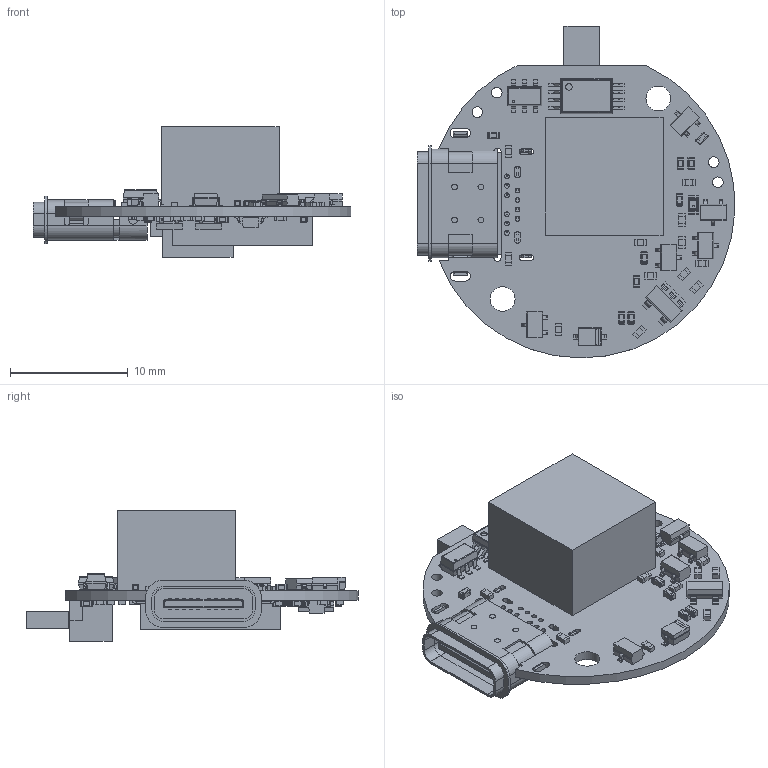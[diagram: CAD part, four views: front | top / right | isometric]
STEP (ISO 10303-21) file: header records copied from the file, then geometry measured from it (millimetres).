
FILE_DESCRIPTION(('Open CASCADE Model'),'2;1');
FILE_NAME('Open CASCADE Shape Model','2024-06-26T08:22:30',('Author'),( 'Open CASCADE'),'Open CASCADE STEP processor 6.8','Open CASCADE 6.8' ,'Unknown');
FILE_SCHEMA(('AUTOMOTIVE_DESIGN { 1 0 10303 214 1 1 1 1 }'));
Length unit declared in the file: millimetre
Products named in the file (85): PCB; Board; R23; RESC1005X40N; R22; R6; Q3; SOT65P210X110-3N; C7; CAPC1005X55N; C2; Q4; U8; SOT95P280X100-5N; R14; U1; R12; R2; R1; D2; C17; C31; C11; C9; C3; C1; GPS; 535558632; Extruded; Q2; U3; 535559176; C4; C5; C6; C12; R3; R8; R9; LED1 ...
Assembly tree (128 placements, depth 7):
  PCB
    Board
    R23
      RESC1005X40N
    R22
      RESC1005X40N
    R6
      RESC1005X40N
    Q3
      SOT65P210X110-3N
    C7
      CAPC1005X55N
    C2
      CAPC1005X55N
    Q4
      SOT65P210X110-3N
    U8
      SOT95P280X100-5N
    R14
      RESC1005X40N
    U1
      SOT95P280X100-5N
    R12
      RESC1005X40N
    R2
      RESC1005X40N
    R1
      RESC1005X40N
    D2
      SOT65P210X110-3N
    C17
      CAPC1005X55N
    C31
      CAPC1005X55N
    C11
      CAPC1005X55N
    C9
      CAPC1005X55N
    C3
      CAPC1005X55N
    C1
      CAPC1005X55N
    GPS
      535558632
        Extruded
    Q2
      SOT65P210X110-3N
    U3
      535559176
        Extruded
    C4
      CAPC1005X55N
    C5
      CAPC1005X55N
    C6
      CAPC1005X55N
    C12
      CAPC1005X55N
    R3
      RESC1005X40N
Bounding box: 26.93 x 28.15 x 11.1 mm (x, y, z)
Volume: 1724 mm3; surface area: 3445 mm2
Topology: 215 solids, 216 shells, 3140 faces, 7638 edges, 4858 vertices
Faces by surface type: plane 1813, cylinder 909, bspline 290, sphere 124, cone 4
Full cylindrical faces by diameter (mm): 0.2 x1, 0.4 x10, 0.55 x1, 0.9 x4, 1 x2, 2.1 x2, 3 x1
Entity records: 47862 total; most frequent: CARTESIAN_POINT 9448, ORIENTED_EDGE 7108, DIRECTION 6724, EDGE_CURVE 3554, LINE 2728, VECTOR 2728, VERTEX_POINT 2330, AXIS2_PLACEMENT_3D 1998
